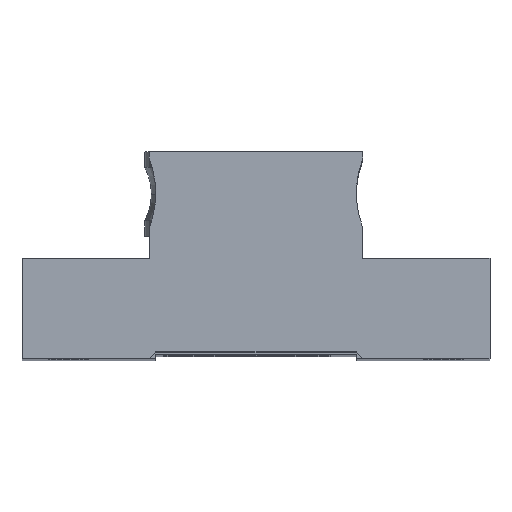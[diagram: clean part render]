
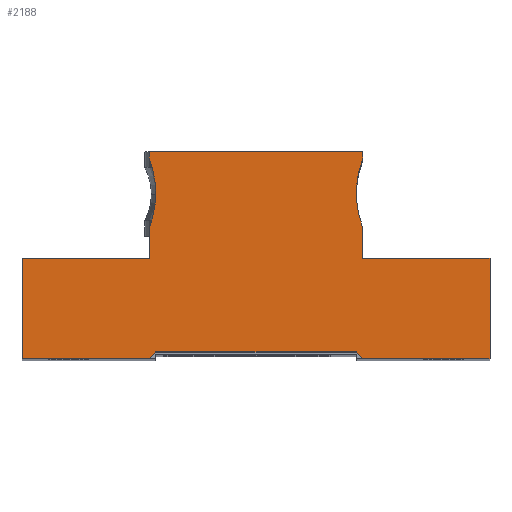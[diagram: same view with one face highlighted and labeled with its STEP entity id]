
A CAD part, top view. The second image highlights one B-rep face of the part: STEP entity #2188.
In plain terms, the highlighted planar face has unit normal (0, 0, 1).
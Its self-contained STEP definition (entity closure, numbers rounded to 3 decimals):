
#6 = CARTESIAN_POINT ( 'NONE',  ( 16., -7.5, 2. ) ) ;
#48 = ORIENTED_EDGE ( 'NONE', *, *, #1151, .T. ) ;
#49 = VECTOR ( 'NONE', #1529, 1000. ) ;
#56 = CARTESIAN_POINT ( 'NONE',  ( -16., -23.5, 2. ) ) ;
#82 = CARTESIAN_POINT ( 'NONE',  ( -35., 7.5, 2. ) ) ;
#86 = VERTEX_POINT ( 'NONE', #1670 ) ;
#164 = CARTESIAN_POINT ( 'NONE',  ( -16.01, 7.5, 2. ) ) ;
#186 = ORIENTED_EDGE ( 'NONE', *, *, #1676, .T. ) ;
#214 = ORIENTED_EDGE ( 'NONE', *, *, #3023, .T. ) ;
#217 = EDGE_CURVE ( 'NONE', #587, #2037, #1534, .T. ) ;
#269 = CARTESIAN_POINT ( 'NONE',  ( 16., -22.5, 2. ) ) ;
#304 = CARTESIAN_POINT ( 'NONE',  ( 16., -23.5, 2. ) ) ;
#308 = DIRECTION ( 'NONE',  ( -1., 0., 0. ) ) ;
#331 = CARTESIAN_POINT ( 'NONE',  ( 16., -7.5, 2. ) ) ;
#388 = VERTEX_POINT ( 'NONE', #1068 ) ;
#418 = CARTESIAN_POINT ( 'NONE',  ( -16., -23.5, 2. ) ) ;
#439 = VECTOR ( 'NONE', #2699, 1000. ) ;
#458 = CARTESIAN_POINT ( 'NONE',  ( -35., -7.5, 2. ) ) ;
#492 = VERTEX_POINT ( 'NONE', #1156 ) ;
#562 = CARTESIAN_POINT ( 'NONE',  ( 16.01, 7.5, 2. ) ) ;
#587 = VERTEX_POINT ( 'NONE', #842 ) ;
#603 = VECTOR ( 'NONE', #3125, 1000. ) ;
#605 = LINE ( 'NONE', #1873, #603 ) ;
#627 = ORIENTED_EDGE ( 'NONE', *, *, #1408, .T. ) ;
#652 = CARTESIAN_POINT ( 'NONE',  ( 16., -7.5, 2. ) ) ;
#713 = DIRECTION ( 'NONE',  ( 0., 1., 0. ) ) ;
#734 = VERTEX_POINT ( 'NONE', #458 ) ;
#737 = CIRCLE ( 'NONE', #2591, 14.281 ) ;
#746 = EDGE_CURVE ( 'NONE', #492, #86, #3236, .T. ) ;
#800 = CARTESIAN_POINT ( 'NONE',  ( 29.281, -17.25, 2. ) ) ;
#842 = CARTESIAN_POINT ( 'NONE',  ( -16., -22.5, 2. ) ) ;
#872 = LINE ( 'NONE', #2096, #1444 ) ;
#990 = DIRECTION ( 'NONE',  ( 0., 0., -1. ) ) ;
#1024 = DIRECTION ( 'NONE',  ( -0.707, 0.707, 0. ) ) ;
#1068 = CARTESIAN_POINT ( 'NONE',  ( 35., 7.5, 2. ) ) ;
#1069 = VECTOR ( 'NONE', #713, 1000. ) ;
#1138 = LINE ( 'NONE', #2613, #3076 ) ;
#1151 = EDGE_CURVE ( 'NONE', #1526, #3139, #1227, .T. ) ;
#1156 = CARTESIAN_POINT ( 'NONE',  ( 15., -17.25, 2. ) ) ;
#1160 = EDGE_CURVE ( 'NONE', #1837, #1482, #2455, .T. ) ;
#1178 = DIRECTION ( 'NONE',  ( 0., 0., -1. ) ) ;
#1227 = LINE ( 'NONE', #331, #3519 ) ;
#1235 = VECTOR ( 'NONE', #3650, 1000. ) ;
#1282 = DIRECTION ( 'NONE',  ( -1., 0., 0. ) ) ;
#1292 = ORIENTED_EDGE ( 'NONE', *, *, #217, .T. ) ;
#1315 = VERTEX_POINT ( 'NONE', #1363 ) ;
#1338 = VERTEX_POINT ( 'NONE', #1739 ) ;
#1356 = EDGE_LOOP ( 'NONE', ( #2714, #627, #2105, #3230, #214, #2981, #3634, #3102, #2379, #1292, #2146, #3761, #186, #3636, #3292, #48, #3673 ) ) ;
#1363 = CARTESIAN_POINT ( 'NONE',  ( -16., -7.5, 2. ) ) ;
#1369 = FACE_OUTER_BOUND ( 'NONE', #1356, .T. ) ;
#1408 = EDGE_CURVE ( 'NONE', #1521, #1338, #3892, .T. ) ;
#1423 = DIRECTION ( 'NONE',  ( 0., -1., 0. ) ) ;
#1444 = VECTOR ( 'NONE', #308, 1000. ) ;
#1482 = VERTEX_POINT ( 'NONE', #269 ) ;
#1521 = VERTEX_POINT ( 'NONE', #3602 ) ;
#1525 = EDGE_CURVE ( 'NONE', #1338, #2839, #872, .T. ) ;
#1526 = VERTEX_POINT ( 'NONE', #6 ) ;
#1529 = DIRECTION ( 'NONE',  ( -0.707, -0.707, 0. ) ) ;
#1534 = LINE ( 'NONE', #2217, #1235 ) ;
#1628 = CARTESIAN_POINT ( 'NONE',  ( -35., -7.5, 2. ) ) ;
#1643 = EDGE_CURVE ( 'NONE', #2037, #1837, #3702, .T. ) ;
#1670 = CARTESIAN_POINT ( 'NONE',  ( 16., -12., 2. ) ) ;
#1676 = EDGE_CURVE ( 'NONE', #1482, #492, #1846, .T. ) ;
#1733 = VECTOR ( 'NONE', #2193, 1000. ) ;
#1739 = CARTESIAN_POINT ( 'NONE',  ( 15.01, 6.5, 2. ) ) ;
#1743 = CARTESIAN_POINT ( 'NONE',  ( 29.281, -17.25, 2. ) ) ;
#1788 = CARTESIAN_POINT ( 'NONE',  ( -16.01, 7.5, 2. ) ) ;
#1837 = VERTEX_POINT ( 'NONE', #304 ) ;
#1846 = CIRCLE ( 'NONE', #2220, 14.281 ) ;
#1850 = CARTESIAN_POINT ( 'NONE',  ( 16., -22.5, 2. ) ) ;
#1873 = CARTESIAN_POINT ( 'NONE',  ( 35., -7.5, 2. ) ) ;
#1915 = LINE ( 'NONE', #1628, #2662 ) ;
#1918 = EDGE_CURVE ( 'NONE', #734, #1315, #1915, .T. ) ;
#1951 = EDGE_CURVE ( 'NONE', #86, #1526, #2234, .T. ) ;
#1990 = DIRECTION ( 'NONE',  ( 0., 0., -1. ) ) ;
#2031 = AXIS2_PLACEMENT_3D ( 'NONE', #2272, #990, #3189 ) ;
#2037 = VERTEX_POINT ( 'NONE', #56 ) ;
#2072 = CARTESIAN_POINT ( 'NONE',  ( -35., 7.5, 2. ) ) ;
#2074 = CARTESIAN_POINT ( 'NONE',  ( -35., -7.5, 2. ) ) ;
#2096 = CARTESIAN_POINT ( 'NONE',  ( -15.01, 6.5, 2. ) ) ;
#2105 = ORIENTED_EDGE ( 'NONE', *, *, #1525, .T. ) ;
#2136 = VERTEX_POINT ( 'NONE', #1788 ) ;
#2146 = ORIENTED_EDGE ( 'NONE', *, *, #1643, .T. ) ;
#2183 = CARTESIAN_POINT ( 'NONE',  ( -16., -12., 2. ) ) ;
#2188 = ADVANCED_FACE ( 'NONE', ( #1369 ), #3817, .T. ) ;
#2193 = DIRECTION ( 'NONE',  ( 1., 0., 0. ) ) ;
#2205 = VECTOR ( 'NONE', #3298, 1000. ) ;
#2217 = CARTESIAN_POINT ( 'NONE',  ( -16., -22.5, 2. ) ) ;
#2220 = AXIS2_PLACEMENT_3D ( 'NONE', #800, #1990, #2930 ) ;
#2234 = LINE ( 'NONE', #652, #1069 ) ;
#2272 = CARTESIAN_POINT ( 'NONE',  ( 29.281, -17.25, 2. ) ) ;
#2331 = VECTOR ( 'NONE', #1024, 1000. ) ;
#2379 = ORIENTED_EDGE ( 'NONE', *, *, #3249, .T. ) ;
#2395 = EDGE_CURVE ( 'NONE', #1315, #3800, #1138, .T. ) ;
#2405 = CARTESIAN_POINT ( 'NONE',  ( -29.281, -17.25, 2. ) ) ;
#2433 = DIRECTION ( 'NONE',  ( 1., 0., 0. ) ) ;
#2455 = LINE ( 'NONE', #1850, #439 ) ;
#2459 = VERTEX_POINT ( 'NONE', #2072 ) ;
#2591 = AXIS2_PLACEMENT_3D ( 'NONE', #2405, #1178, #2707 ) ;
#2613 = CARTESIAN_POINT ( 'NONE',  ( -16., -7.5, 2. ) ) ;
#2662 = VECTOR ( 'NONE', #2797, 1000. ) ;
#2699 = DIRECTION ( 'NONE',  ( 0., 1., 0. ) ) ;
#2707 = DIRECTION ( 'NONE',  ( -1., 0., 0. ) ) ;
#2714 = ORIENTED_EDGE ( 'NONE', *, *, #3679, .T. ) ;
#2797 = DIRECTION ( 'NONE',  ( 1., 0., 0. ) ) ;
#2839 = VERTEX_POINT ( 'NONE', #2936 ) ;
#2930 = DIRECTION ( 'NONE',  ( 1., 0., 0. ) ) ;
#2936 = CARTESIAN_POINT ( 'NONE',  ( -15.01, 6.5, 2. ) ) ;
#2981 = ORIENTED_EDGE ( 'NONE', *, *, #3384, .T. ) ;
#3023 = EDGE_CURVE ( 'NONE', #2136, #2459, #3908, .T. ) ;
#3076 = VECTOR ( 'NONE', #1423, 1000. ) ;
#3102 = ORIENTED_EDGE ( 'NONE', *, *, #2395, .T. ) ;
#3125 = DIRECTION ( 'NONE',  ( 0., 1., 0. ) ) ;
#3139 = VERTEX_POINT ( 'NONE', #3229 ) ;
#3189 = DIRECTION ( 'NONE',  ( 1., 0., 0. ) ) ;
#3228 = DIRECTION ( 'NONE',  ( 1., 0., 0. ) ) ;
#3229 = CARTESIAN_POINT ( 'NONE',  ( 35., -7.5, 2. ) ) ;
#3230 = ORIENTED_EDGE ( 'NONE', *, *, #3498, .T. ) ;
#3236 = CIRCLE ( 'NONE', #2031, 14.281 ) ;
#3238 = VECTOR ( 'NONE', #1282, 1000. ) ;
#3240 = LINE ( 'NONE', #562, #3854 ) ;
#3249 = EDGE_CURVE ( 'NONE', #3800, #587, #737, .T. ) ;
#3269 = LINE ( 'NONE', #2074, #2205 ) ;
#3292 = ORIENTED_EDGE ( 'NONE', *, *, #1951, .T. ) ;
#3298 = DIRECTION ( 'NONE',  ( 0., -1., 0. ) ) ;
#3384 = EDGE_CURVE ( 'NONE', #2459, #734, #3269, .T. ) ;
#3498 = EDGE_CURVE ( 'NONE', #2839, #2136, #3776, .T. ) ;
#3519 = VECTOR ( 'NONE', #2433, 1000. ) ;
#3529 = DIRECTION ( 'NONE',  ( 0., 0., 1. ) ) ;
#3595 = DIRECTION ( 'NONE',  ( -1., 0., 0. ) ) ;
#3602 = CARTESIAN_POINT ( 'NONE',  ( 16.01, 7.5, 2. ) ) ;
#3634 = ORIENTED_EDGE ( 'NONE', *, *, #1918, .T. ) ;
#3636 = ORIENTED_EDGE ( 'NONE', *, *, #746, .T. ) ;
#3650 = DIRECTION ( 'NONE',  ( 0., -1., 0. ) ) ;
#3673 = ORIENTED_EDGE ( 'NONE', *, *, #3802, .T. ) ;
#3679 = EDGE_CURVE ( 'NONE', #388, #1521, #3240, .T. ) ;
#3702 = LINE ( 'NONE', #418, #1733 ) ;
#3761 = ORIENTED_EDGE ( 'NONE', *, *, #1160, .T. ) ;
#3776 = LINE ( 'NONE', #164, #2331 ) ;
#3800 = VERTEX_POINT ( 'NONE', #2183 ) ;
#3802 = EDGE_CURVE ( 'NONE', #3139, #388, #605, .T. ) ;
#3817 = PLANE ( 'NONE',  #3878 ) ;
#3854 = VECTOR ( 'NONE', #3595, 1000. ) ;
#3878 = AXIS2_PLACEMENT_3D ( 'NONE', #1743, #3529, #3228 ) ;
#3892 = LINE ( 'NONE', #3906, #49 ) ;
#3906 = CARTESIAN_POINT ( 'NONE',  ( 16.01, 7.5, 2. ) ) ;
#3908 = LINE ( 'NONE', #82, #3238 ) ;
